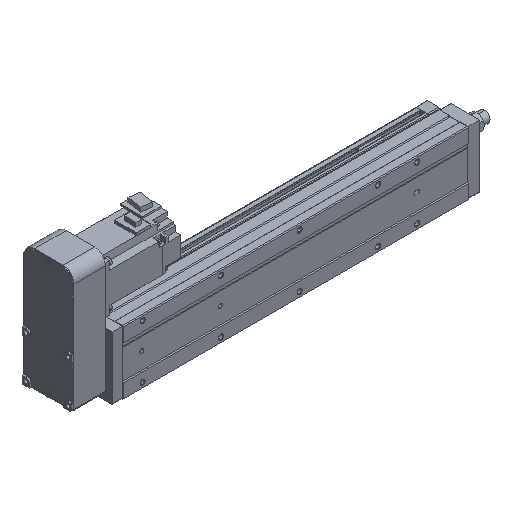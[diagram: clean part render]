
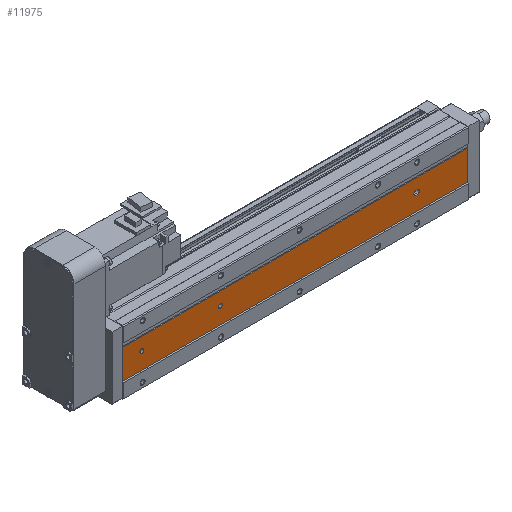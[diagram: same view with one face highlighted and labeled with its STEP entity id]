
A CAD part, isometric view. The second image highlights one B-rep face of the part: STEP entity #11975.
In plain terms, the highlighted planar face has unit normal (0, -1, 0).
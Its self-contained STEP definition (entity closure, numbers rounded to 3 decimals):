
#9 = EDGE_CURVE ( 'NONE', #11653, #12201, #13660, .T. ) ;
#242 = CARTESIAN_POINT ( 'NONE',  ( 440., 1., -21. ) ) ;
#591 = CARTESIAN_POINT ( 'NONE',  ( 440., 1., -21. ) ) ;
#834 = CIRCLE ( 'NONE', #19954, 2.5 ) ;
#1174 = DIRECTION ( 'NONE',  ( 1., 0., 0. ) ) ;
#1320 = CARTESIAN_POINT ( 'NONE',  ( 440., 1., -2.5 ) ) ;
#1605 = VERTEX_POINT ( 'NONE', #22232 ) ;
#1655 = EDGE_CURVE ( 'NONE', #12227, #8189, #15902, .T. ) ;
#2039 = EDGE_LOOP ( 'NONE', ( #25551, #12092, #25508, #3593 ) ) ;
#2235 = CARTESIAN_POINT ( 'NONE',  ( 125., 1., 0. ) ) ;
#2288 = DIRECTION ( 'NONE',  ( 0., -1., 0. ) ) ;
#2693 = CARTESIAN_POINT ( 'NONE',  ( 374., 1., 2.5 ) ) ;
#2830 = DIRECTION ( 'NONE',  ( 0., 0., 1. ) ) ;
#3343 = EDGE_CURVE ( 'NONE', #4118, #7834, #10900, .T. ) ;
#3593 = ORIENTED_EDGE ( 'NONE', *, *, #9, .T. ) ;
#4118 = VERTEX_POINT ( 'NONE', #242 ) ;
#4419 = CARTESIAN_POINT ( 'NONE',  ( 374., 1., 0. ) ) ;
#4806 = DIRECTION ( 'NONE',  ( -1., 0., 0. ) ) ;
#4876 = EDGE_CURVE ( 'NONE', #21165, #19784, #5782, .T. ) ;
#5728 = AXIS2_PLACEMENT_3D ( 'NONE', #13705, #26214, #1174 ) ;
#5753 = AXIS2_PLACEMENT_3D ( 'NONE', #2235, #12953, #10587 ) ;
#5782 = LINE ( 'NONE', #1320, #15374 ) ;
#6231 = CIRCLE ( 'NONE', #10225, 2.5 ) ;
#6237 = DIRECTION ( 'NONE',  ( 0., 0., 1. ) ) ;
#6404 = DIRECTION ( 'NONE',  ( 0., 0., 1. ) ) ;
#6687 = CARTESIAN_POINT ( 'NONE',  ( 25., 1., 2.5 ) ) ;
#6826 = CARTESIAN_POINT ( 'NONE',  ( 376., 1., -2.5 ) ) ;
#6955 = CARTESIAN_POINT ( 'NONE',  ( 25., 1., 0. ) ) ;
#7599 = DIRECTION ( 'NONE',  ( 0., 0., -1. ) ) ;
#7715 = DIRECTION ( 'NONE',  ( 0., 0., 1. ) ) ;
#7720 = CARTESIAN_POINT ( 'NONE',  ( 0., 1., 16.4 ) ) ;
#7834 = VERTEX_POINT ( 'NONE', #15608 ) ;
#8189 = VERTEX_POINT ( 'NONE', #6687 ) ;
#8483 = EDGE_CURVE ( 'NONE', #20700, #21165, #6231, .T. ) ;
#8819 = CARTESIAN_POINT ( 'NONE',  ( 25., 1., -2.5 ) ) ;
#8910 = DIRECTION ( 'NONE',  ( 0., -1., 0. ) ) ;
#9217 = CARTESIAN_POINT ( 'NONE',  ( 440., 1., 16.4 ) ) ;
#9255 = FACE_BOUND ( 'NONE', #19430, .T. ) ;
#9522 = CIRCLE ( 'NONE', #21087, 2.5 ) ;
#9683 = VECTOR ( 'NONE', #22007, 1000. ) ;
#10225 = AXIS2_PLACEMENT_3D ( 'NONE', #4419, #14992, #6237 ) ;
#10587 = DIRECTION ( 'NONE',  ( 0., 0., 1. ) ) ;
#10703 = ORIENTED_EDGE ( 'NONE', *, *, #8483, .F. ) ;
#10853 = VECTOR ( 'NONE', #21426, 1000. ) ;
#10900 = LINE ( 'NONE', #591, #16712 ) ;
#11344 = CARTESIAN_POINT ( 'NONE',  ( 440., 1., 2.5 ) ) ;
#11653 = VERTEX_POINT ( 'NONE', #22777 ) ;
#11885 = ORIENTED_EDGE ( 'NONE', *, *, #13765, .F. ) ;
#11975 = ADVANCED_FACE ( 'NONE', ( #13562, #17879, #24420, #9255 ), #22339, .F. ) ;
#12010 = EDGE_CURVE ( 'NONE', #19784, #17952, #834, .T. ) ;
#12092 = ORIENTED_EDGE ( 'NONE', *, *, #3343, .F. ) ;
#12201 = VERTEX_POINT ( 'NONE', #13123 ) ;
#12227 = VERTEX_POINT ( 'NONE', #8819 ) ;
#12856 = DIRECTION ( 'NONE',  ( -1., 0., 0. ) ) ;
#12876 = ORIENTED_EDGE ( 'NONE', *, *, #12010, .F. ) ;
#12953 = DIRECTION ( 'NONE',  ( 0., -1., 0. ) ) ;
#13123 = CARTESIAN_POINT ( 'NONE',  ( 0., 1., 16.4 ) ) ;
#13562 = FACE_OUTER_BOUND ( 'NONE', #2039, .T. ) ;
#13565 = LINE ( 'NONE', #11344, #22738 ) ;
#13660 = LINE ( 'NONE', #9217, #9683 ) ;
#13705 = CARTESIAN_POINT ( 'NONE',  ( 440., 1., 16.4 ) ) ;
#13765 = EDGE_CURVE ( 'NONE', #1605, #17385, #19970, .T. ) ;
#14564 = EDGE_LOOP ( 'NONE', ( #15921, #27102 ) ) ;
#14575 = EDGE_CURVE ( 'NONE', #11653, #4118, #21557, .T. ) ;
#14992 = DIRECTION ( 'NONE',  ( 0., -1., 0. ) ) ;
#15374 = VECTOR ( 'NONE', #22473, 1000. ) ;
#15608 = CARTESIAN_POINT ( 'NONE',  ( 0., 1., -21. ) ) ;
#15900 = EDGE_CURVE ( 'NONE', #8189, #12227, #9522, .T. ) ;
#15902 = CIRCLE ( 'NONE', #19465, 2.5 ) ;
#15921 = ORIENTED_EDGE ( 'NONE', *, *, #1655, .F. ) ;
#16359 = CARTESIAN_POINT ( 'NONE',  ( 25., 1., 0. ) ) ;
#16650 = CARTESIAN_POINT ( 'NONE',  ( 125., 1., 2.5 ) ) ;
#16712 = VECTOR ( 'NONE', #12856, 1000. ) ;
#16915 = DIRECTION ( 'NONE',  ( 0., -1., 0. ) ) ;
#17385 = VERTEX_POINT ( 'NONE', #16650 ) ;
#17443 = CARTESIAN_POINT ( 'NONE',  ( 125., 1., 0. ) ) ;
#17454 = CARTESIAN_POINT ( 'NONE',  ( 376., 1., 2.5 ) ) ;
#17748 = CIRCLE ( 'NONE', #5753, 2.5 ) ;
#17879 = FACE_BOUND ( 'NONE', #19787, .T. ) ;
#17952 = VERTEX_POINT ( 'NONE', #17454 ) ;
#18166 = LINE ( 'NONE', #7720, #20969 ) ;
#18635 = ORIENTED_EDGE ( 'NONE', *, *, #4876, .F. ) ;
#19430 = EDGE_LOOP ( 'NONE', ( #11885, #20076 ) ) ;
#19465 = AXIS2_PLACEMENT_3D ( 'NONE', #16359, #16915, #27471 ) ;
#19543 = AXIS2_PLACEMENT_3D ( 'NONE', #17443, #2288, #2830 ) ;
#19784 = VERTEX_POINT ( 'NONE', #6826 ) ;
#19787 = EDGE_LOOP ( 'NONE', ( #18635, #10703, #24037, #12876 ) ) ;
#19954 = AXIS2_PLACEMENT_3D ( 'NONE', #22051, #26622, #7715 ) ;
#19970 = CIRCLE ( 'NONE', #19543, 2.5 ) ;
#20076 = ORIENTED_EDGE ( 'NONE', *, *, #21097, .F. ) ;
#20700 = VERTEX_POINT ( 'NONE', #2693 ) ;
#20969 = VECTOR ( 'NONE', #7599, 1000. ) ;
#21087 = AXIS2_PLACEMENT_3D ( 'NONE', #6955, #8910, #6404 ) ;
#21097 = EDGE_CURVE ( 'NONE', #17385, #1605, #17748, .T. ) ;
#21165 = VERTEX_POINT ( 'NONE', #25448 ) ;
#21426 = DIRECTION ( 'NONE',  ( 0., 0., -1. ) ) ;
#21557 = LINE ( 'NONE', #24150, #10853 ) ;
#22007 = DIRECTION ( 'NONE',  ( -1., 0., 0. ) ) ;
#22051 = CARTESIAN_POINT ( 'NONE',  ( 376., 1., 0. ) ) ;
#22232 = CARTESIAN_POINT ( 'NONE',  ( 125., 1., -2.5 ) ) ;
#22339 = PLANE ( 'NONE',  #5728 ) ;
#22473 = DIRECTION ( 'NONE',  ( 1., 0., 0. ) ) ;
#22738 = VECTOR ( 'NONE', #4806, 1000. ) ;
#22777 = CARTESIAN_POINT ( 'NONE',  ( 440., 1., 16.4 ) ) ;
#23223 = EDGE_CURVE ( 'NONE', #17952, #20700, #13565, .T. ) ;
#23437 = EDGE_CURVE ( 'NONE', #12201, #7834, #18166, .T. ) ;
#24037 = ORIENTED_EDGE ( 'NONE', *, *, #23223, .F. ) ;
#24150 = CARTESIAN_POINT ( 'NONE',  ( 440., 1., 16.4 ) ) ;
#24420 = FACE_BOUND ( 'NONE', #14564, .T. ) ;
#25448 = CARTESIAN_POINT ( 'NONE',  ( 374., 1., -2.5 ) ) ;
#25508 = ORIENTED_EDGE ( 'NONE', *, *, #14575, .F. ) ;
#25551 = ORIENTED_EDGE ( 'NONE', *, *, #23437, .T. ) ;
#26214 = DIRECTION ( 'NONE',  ( 0., 1., 0. ) ) ;
#26622 = DIRECTION ( 'NONE',  ( 0., -1., 0. ) ) ;
#27102 = ORIENTED_EDGE ( 'NONE', *, *, #15900, .F. ) ;
#27471 = DIRECTION ( 'NONE',  ( 0., 0., 1. ) ) ;
